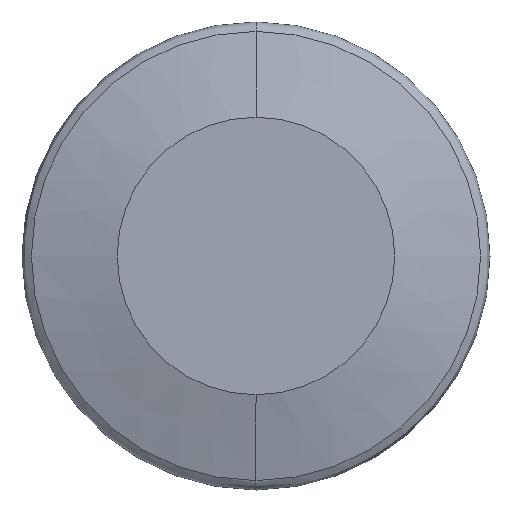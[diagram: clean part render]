
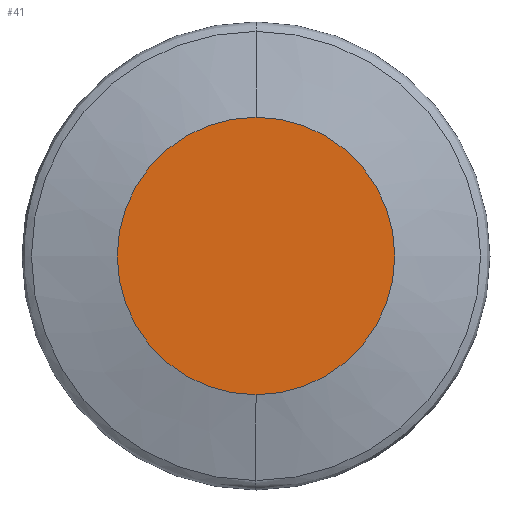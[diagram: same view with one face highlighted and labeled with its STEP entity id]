
A CAD part, left-side view. The second image highlights one B-rep face of the part: STEP entity #41.
In plain terms, the highlighted planar face has unit normal (-1, 0, 0).
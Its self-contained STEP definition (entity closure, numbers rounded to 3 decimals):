
#41=ADVANCED_FACE('',(#62),#61,.T.);
#61=PLANE('',#170);
#62=FACE_OUTER_BOUND('',#171,.T.);
#167=CARTESIAN_POINT('',(0.,-33.887,-37.499));
#168=DIRECTION('',(-1.,0.,0.));
#169=DIRECTION('',(0.,0.,1.));
#170=AXIS2_PLACEMENT_3D('',#167,#168,#169);
#171=EDGE_LOOP('',(#274,#275));
#274=ORIENTED_EDGE('',*,*,#314,.T.);
#275=ORIENTED_EDGE('',*,*,#315,.T.);
#314=EDGE_CURVE('',#346,#347,#348,.T.);
#315=EDGE_CURVE('',#347,#346,#354,.T.);
#346=VERTEX_POINT('',#474);
#347=VERTEX_POINT('',#475);
#348=CIRCLE('',#479,16.304);
#354=CIRCLE('',#483,16.304);
#474=CARTESIAN_POINT('',(0.,0.,16.304));
#475=CARTESIAN_POINT('',(0.,0.,-16.304));
#476=CARTESIAN_POINT('',(0.,0.,0.));
#477=DIRECTION('',(-1.,0.,0.));
#478=DIRECTION('',(0.,0.,1.));
#479=AXIS2_PLACEMENT_3D('',#476,#477,#478);
#480=CARTESIAN_POINT('',(0.,0.,0.));
#481=DIRECTION('',(-1.,0.,0.));
#482=DIRECTION('',(0.,0.,1.));
#483=AXIS2_PLACEMENT_3D('',#480,#481,#482);
